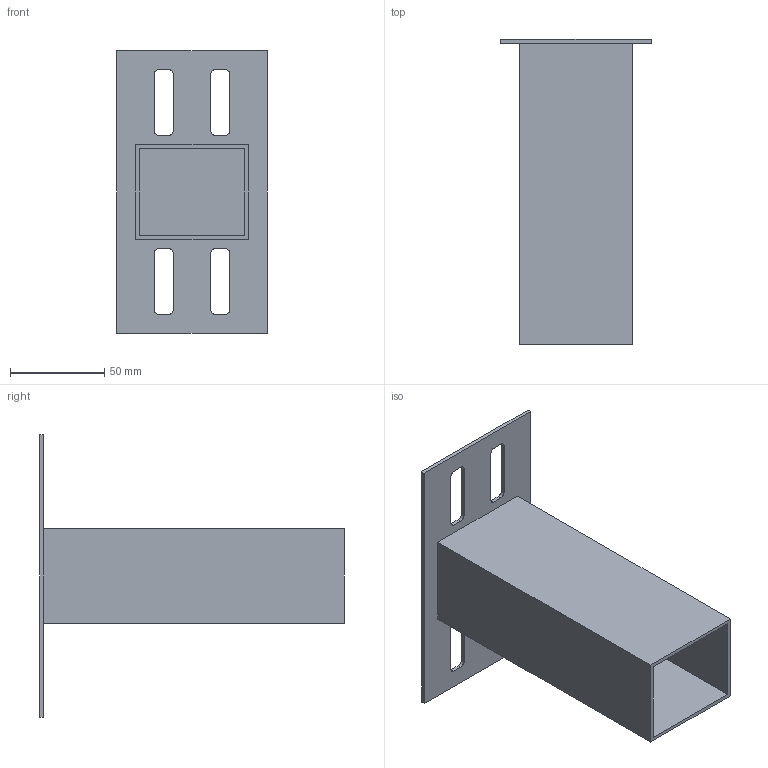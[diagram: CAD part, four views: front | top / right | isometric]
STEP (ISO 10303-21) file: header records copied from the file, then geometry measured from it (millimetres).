
FILE_DESCRIPTION(/* description */ (''),/* implementation_level */ '2;1');
FILE_NAME(/* name */ 'Dossier de l''équipe ERIGE/DEVELOPPEMENT PRODUIT/Cahier des charges/Composants hardware/Accessoires/platine.step',/* time_stamp */ '2020-05-21T13:59:49+02:00',/* author */ (''),/* organization */ (''),/* preprocessor_version */ 'ST-DEVELOPER v18.1',/* originating_system */ 'Autodesk Translation Framework v9.3.0.1241',/* authorisation */ '');
FILE_SCHEMA (('AUTOMOTIVE_DESIGN { 1 0 10303 214 3 1 1 }'));
Length unit declared in the file: millimetre
Products named in the file (4): Fixation poteau; Composant1; Composant2; Composant3
Assembly tree (3 placements, depth 2):
  Fixation poteau
    Composant1
    Composant2
    Composant3
Bounding box: 80 x 162 x 150 mm (x, y, z)
Volume: 114842.9 mm3; surface area: 88648.6 mm2
Topology: 1 solids, 1 shells, 48 faces, 132 edges, 88 vertices
Faces by surface type: plane 32, cylinder 16
Entity records: 1774 total; most frequent: CARTESIAN_POINT 275, DIRECTION 274, ORIENTED_EDGE 264, EDGE_CURVE 132, LINE 100, VECTOR 100, VERTEX_POINT 88, AXIS2_PLACEMENT_3D 87
